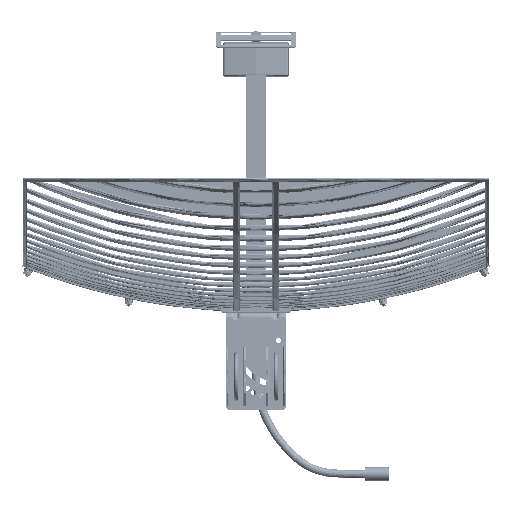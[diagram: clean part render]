
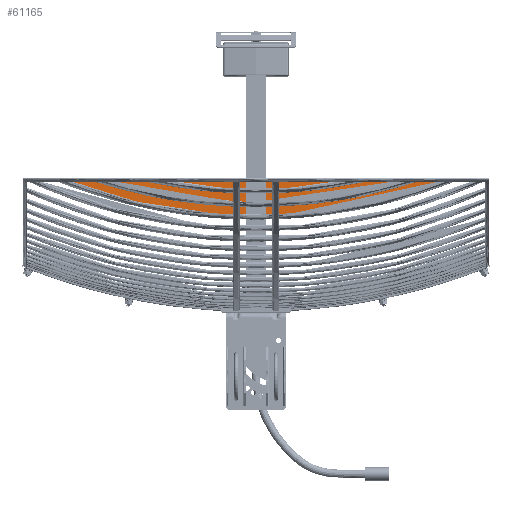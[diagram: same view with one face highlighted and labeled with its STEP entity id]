
A CAD part, left-side view. The second image highlights one B-rep face of the part: STEP entity #61165.
In plain terms, the highlighted planar face has unit normal (-1, 0, 0).
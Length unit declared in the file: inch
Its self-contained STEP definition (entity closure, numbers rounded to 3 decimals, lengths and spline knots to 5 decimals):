
#2005 = CARTESIAN_POINT ( 'NONE',  ( 16.359, -15.22597, -26.87321 ) ) ;
#2132 = CARTESIAN_POINT ( 'NONE',  ( 16.359, -1.2892, -24.09829 ) ) ;
#7083 = CARTESIAN_POINT ( 'NONE',  ( 16.359, -21.89896, -24.09829 ) ) ;
#9621 = VERTEX_POINT ( 'NONE', #57150 ) ;
#12512 = AXIS2_PLACEMENT_3D ( 'NONE', #69259, #25330, #76646 ) ;
#12675 = CARTESIAN_POINT ( 'NONE',  ( 16.359, -11.59408, -24.09829 ) ) ;
#13853 =( BOUNDED_CURVE ( )  B_SPLINE_CURVE ( 3, ( #89815, #2005, #67900, #24012 ),
 .UNSPECIFIED., .F., .F. ) 
 B_SPLINE_CURVE_WITH_KNOTS ( ( 4, 4 ),
 ( 0., 1. ),
 .UNSPECIFIED. ) 
 CURVE ( )  GEOMETRIC_REPRESENTATION_ITEM ( )  RATIONAL_B_SPLINE_CURVE ( ( 1., 0.949, 0.949, 1. ) ) 
 REPRESENTATION_ITEM ( '' )  );
#15706 = LINE ( 'NONE', #37815, #91430 ) ;
#15870 = EDGE_CURVE ( 'NONE', #9621, #91146, #82978, .T. ) ;
#16059 = DIRECTION ( 'NONE',  ( 0., 1., 0. ) ) ;
#16280 = CARTESIAN_POINT ( 'NONE',  ( 16.359, -1.2892, -24.09829 ) ) ;
#20836 = VERTEX_POINT ( 'NONE', #7083 ) ;
#21806 = ORIENTED_EDGE ( 'NONE', *, *, #26097, .F. ) ;
#24012 = CARTESIAN_POINT ( 'NONE',  ( 16.359, -1.24933, -24.09829 ) ) ;
#24117 = CARTESIAN_POINT ( 'NONE',  ( 16.359, -7.9775, -26.8524 ) ) ;
#25330 = DIRECTION ( 'NONE',  ( 1., 0., 0. ) ) ;
#26097 = EDGE_CURVE ( 'NONE', #91146, #20836, #73881, .T. ) ;
#29739 = FACE_OUTER_BOUND ( 'NONE', #31619, .T. ) ;
#31263 = VERTEX_POINT ( 'NONE', #69786 ) ;
#31505 = CARTESIAN_POINT ( 'NONE',  ( 16.359, -21.89896, -24.09829 ) ) ;
#31619 = EDGE_LOOP ( 'NONE', ( #70234, #21806, #49573, #83833 ) ) ;
#37815 = CARTESIAN_POINT ( 'NONE',  ( 16.359, -11.59408, -24.09829 ) ) ;
#39722 = PLANE ( 'NONE',  #12512 ) ;
#41191 = EDGE_CURVE ( 'NONE', #31263, #20836, #15706, .T. ) ;
#49573 = ORIENTED_EDGE ( 'NONE', *, *, #15870, .F. ) ;
#55387 = VECTOR ( 'NONE', #85151, 39.37008 ) ;
#57150 = CARTESIAN_POINT ( 'NONE',  ( 16.359, -1.24933, -24.09829 ) ) ;
#61165 = ADVANCED_FACE ( 'NONE', ( #29739 ), #39722, .F. ) ;
#67900 = CARTESIAN_POINT ( 'NONE',  ( 16.359, -7.96219, -26.87321 ) ) ;
#69259 = CARTESIAN_POINT ( 'NONE',  ( 16.359, -11.59408, -27.44966 ) ) ;
#69786 = CARTESIAN_POINT ( 'NONE',  ( 16.359, -21.93883, -24.09829 ) ) ;
#70234 = ORIENTED_EDGE ( 'NONE', *, *, #41191, .T. ) ;
#73881 =( BOUNDED_CURVE ( )  B_SPLINE_CURVE ( 3, ( #2132, #24117, #75415, #31505 ),
 .UNSPECIFIED., .F., .F. ) 
 B_SPLINE_CURVE_WITH_KNOTS ( ( 4, 4 ),
 ( 0., 1. ),
 .UNSPECIFIED. ) 
 CURVE ( )  GEOMETRIC_REPRESENTATION_ITEM ( )  RATIONAL_B_SPLINE_CURVE ( ( 1., 0.95, 0.95, 1. ) ) 
 REPRESENTATION_ITEM ( '' )  );
#75415 = CARTESIAN_POINT ( 'NONE',  ( 16.359, -15.21066, -26.8524 ) ) ;
#76646 = DIRECTION ( 'NONE',  ( 0., 0., -1. ) ) ;
#82978 = LINE ( 'NONE', #12675, #55387 ) ;
#83833 = ORIENTED_EDGE ( 'NONE', *, *, #92309, .F. ) ;
#85151 = DIRECTION ( 'NONE',  ( 0., -1., 0. ) ) ;
#89815 = CARTESIAN_POINT ( 'NONE',  ( 16.359, -21.93883, -24.09829 ) ) ;
#91146 = VERTEX_POINT ( 'NONE', #16280 ) ;
#91430 = VECTOR ( 'NONE', #16059, 39.37008 ) ;
#92309 = EDGE_CURVE ( 'NONE', #31263, #9621, #13853, .T. ) ;
